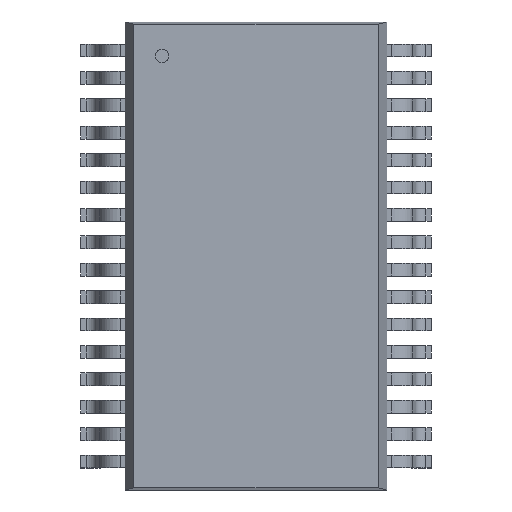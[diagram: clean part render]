
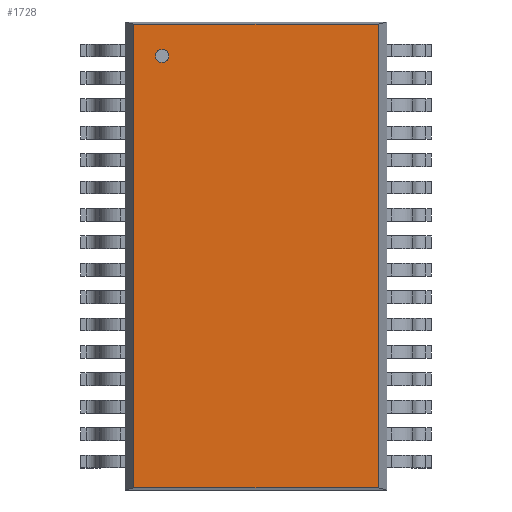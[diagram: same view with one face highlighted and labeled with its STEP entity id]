
A CAD part, top view. The second image highlights one B-rep face of the part: STEP entity #1728.
In plain terms, the highlighted planar face has unit normal (0, 0, 1).
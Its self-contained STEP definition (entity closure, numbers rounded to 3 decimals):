
#1728=ADVANCED_FACE('',(#1734),#1729,.T.);
#1729=PLANE('',#1730);
#1730=AXIS2_PLACEMENT_3D('',#1731,#1732,#1733);
#1731=CARTESIAN_POINT('',(-2.896,-5.499,1.702));
#1732=DIRECTION('',(0.0,0.0,1.0));
#1733=DIRECTION('',(0.,1.,0.));
#1734=FACE_OUTER_BOUND('',#1735,.T.);
#1735=EDGE_LOOP('',(#1736,#1746,#1756,#1766));
#1739=CARTESIAN_POINT('',(2.896,-5.499,1.702));
#1738=VERTEX_POINT('',#1739);
#1741=CARTESIAN_POINT('',(-2.896,-5.499,1.702));
#1740=VERTEX_POINT('',#1741);
#1737=EDGE_CURVE('',#1738,#1740,#1742,.T.);
#1742=LINE('',#1739,#1744);
#1744=VECTOR('',#1745,5.791);
#1745=DIRECTION('',(-1.0,0.0,0.0));
#1736=ORIENTED_EDGE('',*,*,#1737,.F.);
#1749=CARTESIAN_POINT('',(2.896,5.499,1.702));
#1748=VERTEX_POINT('',#1749);
#1747=EDGE_CURVE('',#1748,#1738,#1752,.T.);
#1752=LINE('',#1749,#1754);
#1754=VECTOR('',#1755,10.998);
#1755=DIRECTION('',(0.0,-1.0,0.0));
#1746=ORIENTED_EDGE('',*,*,#1747,.F.);
#1759=CARTESIAN_POINT('',(-2.896,5.499,1.702));
#1758=VERTEX_POINT('',#1759);
#1757=EDGE_CURVE('',#1758,#1748,#1762,.T.);
#1762=LINE('',#1759,#1764);
#1764=VECTOR('',#1765,5.791);
#1765=DIRECTION('',(1.0,0.0,0.0));
#1756=ORIENTED_EDGE('',*,*,#1757,.F.);
#1767=EDGE_CURVE('',#1740,#1758,#1772,.T.);
#1772=LINE('',#1741,#1774);
#1774=VECTOR('',#1775,10.998);
#1775=DIRECTION('',(0.0,1.0,0.0));
#1766=ORIENTED_EDGE('',*,*,#1767,.F.);
